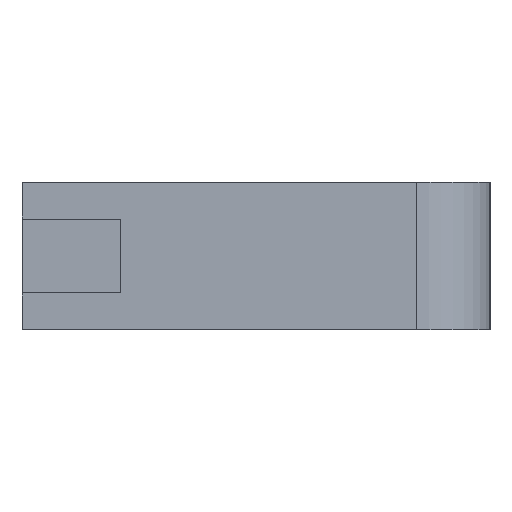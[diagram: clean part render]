
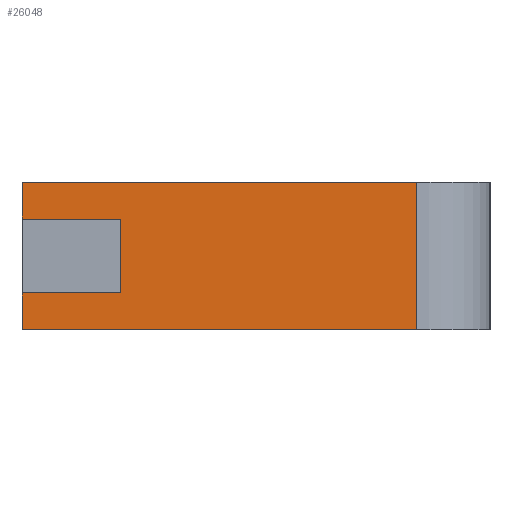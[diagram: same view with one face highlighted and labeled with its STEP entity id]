
A CAD part, left-side view. The second image highlights one B-rep face of the part: STEP entity #26048.
In plain terms, the highlighted planar face has unit normal (-1, 0, 0).
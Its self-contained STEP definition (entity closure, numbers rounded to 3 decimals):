
#15 = EDGE_CURVE ( 'NONE', #22505, #4317, #477, .T. ) ;
#477 = LINE ( 'NONE', #7145, #6240 ) ;
#880 = LINE ( 'NONE', #23628, #14895 ) ;
#1691 = VERTEX_POINT ( 'NONE', #7421 ) ;
#2263 = CARTESIAN_POINT ( 'NONE',  ( -29.5, -6.5, -3. ) ) ;
#3175 = ORIENTED_EDGE ( 'NONE', *, *, #16804, .F. ) ;
#3410 = FACE_OUTER_BOUND ( 'NONE', #23534, .T. ) ;
#3596 = LINE ( 'NONE', #23866, #25865 ) ;
#4046 = VECTOR ( 'NONE', #16447, 1000. ) ;
#4201 = LINE ( 'NONE', #18937, #9532 ) ;
#4317 = VERTEX_POINT ( 'NONE', #12811 ) ;
#5154 = DIRECTION ( 'NONE',  ( 0., 0., 1. ) ) ;
#5624 = CARTESIAN_POINT ( 'NONE',  ( -29.5, -6.5, 3. ) ) ;
#5627 = ORIENTED_EDGE ( 'NONE', *, *, #7814, .F. ) ;
#5664 = PLANE ( 'NONE',  #14617 ) ;
#5911 = ORIENTED_EDGE ( 'NONE', *, *, #18538, .F. ) ;
#6240 = VECTOR ( 'NONE', #16376, 1000. ) ;
#6297 = CARTESIAN_POINT ( 'NONE',  ( -29.5, 5.5, -1.5 ) ) ;
#6510 = ORIENTED_EDGE ( 'NONE', *, *, #7959, .T. ) ;
#7032 = EDGE_CURVE ( 'NONE', #1691, #29515, #880, .T. ) ;
#7145 = CARTESIAN_POINT ( 'NONE',  ( -29.5, 9.5, 3. ) ) ;
#7265 = VERTEX_POINT ( 'NONE', #11092 ) ;
#7421 = CARTESIAN_POINT ( 'NONE',  ( -29.5, 9.5, -1.5 ) ) ;
#7422 = VERTEX_POINT ( 'NONE', #2263 ) ;
#7600 = CARTESIAN_POINT ( 'NONE',  ( -29.5, -6.5, 3. ) ) ;
#7814 = EDGE_CURVE ( 'NONE', #1691, #24051, #17716, .T. ) ;
#7944 = CARTESIAN_POINT ( 'NONE',  ( -29.5, 9.5, 3. ) ) ;
#7959 = EDGE_CURVE ( 'NONE', #29515, #7422, #19497, .T. ) ;
#9532 = VECTOR ( 'NONE', #5154, 1000. ) ;
#9724 = EDGE_CURVE ( 'NONE', #7422, #23090, #21819, .T. ) ;
#9830 = ORIENTED_EDGE ( 'NONE', *, *, #7032, .T. ) ;
#10557 = ORIENTED_EDGE ( 'NONE', *, *, #15, .T. ) ;
#11092 = CARTESIAN_POINT ( 'NONE',  ( -29.5, 5.5, 1.5 ) ) ;
#12007 = DIRECTION ( 'NONE',  ( 0., 0., -1. ) ) ;
#12414 = CARTESIAN_POINT ( 'NONE',  ( -29.5, -9.5, -3. ) ) ;
#12786 = DIRECTION ( 'NONE',  ( 1., 0., 0. ) ) ;
#12811 = CARTESIAN_POINT ( 'NONE',  ( -29.5, 9.5, 1.5 ) ) ;
#13346 = VECTOR ( 'NONE', #25918, 1000. ) ;
#14617 = AXIS2_PLACEMENT_3D ( 'NONE', #28991, #12786, #24380 ) ;
#14761 = CARTESIAN_POINT ( 'NONE',  ( -29.5, 9.5, -3. ) ) ;
#14895 = VECTOR ( 'NONE', #12007, 1000. ) ;
#15051 = ORIENTED_EDGE ( 'NONE', *, *, #9724, .T. ) ;
#15778 = DIRECTION ( 'NONE',  ( 0., 1., 0. ) ) ;
#16006 = EDGE_CURVE ( 'NONE', #22505, #23090, #3596, .T. ) ;
#16086 = DIRECTION ( 'NONE',  ( 0., 0., 1. ) ) ;
#16376 = DIRECTION ( 'NONE',  ( 0., 0., -1. ) ) ;
#16447 = DIRECTION ( 'NONE',  ( 0., -1., 0. ) ) ;
#16804 = EDGE_CURVE ( 'NONE', #7265, #4317, #20725, .T. ) ;
#17716 = LINE ( 'NONE', #21209, #4046 ) ;
#18538 = EDGE_CURVE ( 'NONE', #24051, #7265, #4201, .T. ) ;
#18541 = VECTOR ( 'NONE', #15778, 1000. ) ;
#18937 = CARTESIAN_POINT ( 'NONE',  ( -29.5, 5.5, -1.5 ) ) ;
#19497 = LINE ( 'NONE', #12414, #13346 ) ;
#20725 = LINE ( 'NONE', #29540, #18541 ) ;
#21209 = CARTESIAN_POINT ( 'NONE',  ( -29.5, 9.5, -1.5 ) ) ;
#21819 = LINE ( 'NONE', #7600, #23268 ) ;
#22505 = VERTEX_POINT ( 'NONE', #7944 ) ;
#23090 = VERTEX_POINT ( 'NONE', #5624 ) ;
#23230 = ORIENTED_EDGE ( 'NONE', *, *, #16006, .F. ) ;
#23268 = VECTOR ( 'NONE', #16086, 1000. ) ;
#23534 = EDGE_LOOP ( 'NONE', ( #6510, #15051, #23230, #10557, #3175, #5911, #5627, #9830 ) ) ;
#23628 = CARTESIAN_POINT ( 'NONE',  ( -29.5, 9.5, 3. ) ) ;
#23866 = CARTESIAN_POINT ( 'NONE',  ( -29.5, -9.5, 3. ) ) ;
#24051 = VERTEX_POINT ( 'NONE', #6297 ) ;
#24380 = DIRECTION ( 'NONE',  ( 0., 0., -1. ) ) ;
#25865 = VECTOR ( 'NONE', #26259, 1000. ) ;
#25918 = DIRECTION ( 'NONE',  ( 0., -1., 0. ) ) ;
#26048 = ADVANCED_FACE ( 'NONE', ( #3410 ), #5664, .F. ) ;
#26259 = DIRECTION ( 'NONE',  ( 0., -1., 0. ) ) ;
#28991 = CARTESIAN_POINT ( 'NONE',  ( -29.5, -9.5, 3. ) ) ;
#29515 = VERTEX_POINT ( 'NONE', #14761 ) ;
#29540 = CARTESIAN_POINT ( 'NONE',  ( -29.5, 9.5, 1.5 ) ) ;
